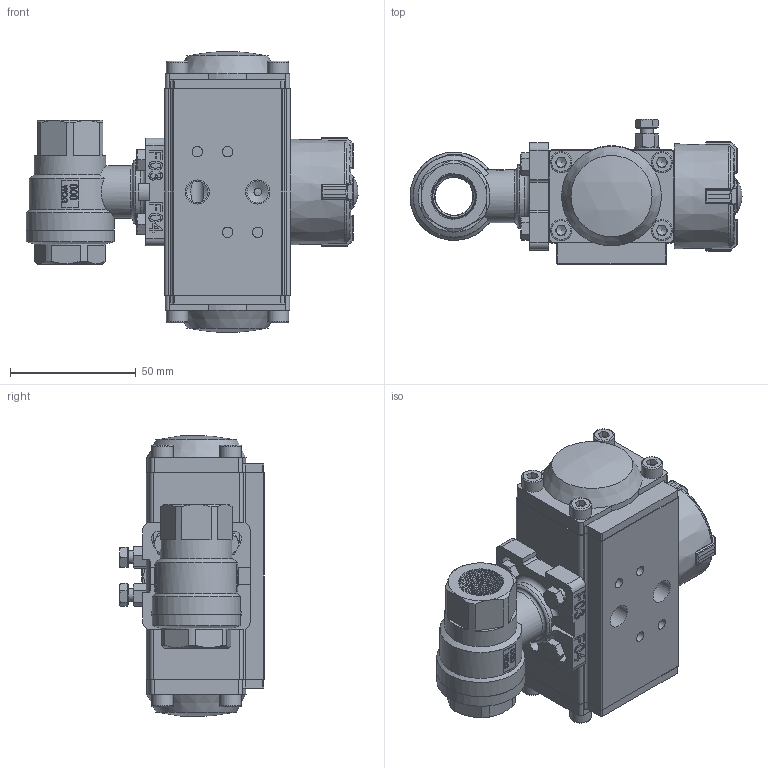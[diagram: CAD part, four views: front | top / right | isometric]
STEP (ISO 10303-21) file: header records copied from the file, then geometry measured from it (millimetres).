
FILE_DESCRIPTION(/* description */ ('Unknown'),/* implementation_level */ '2;1');
FILE_NAME(/* name */ 'PD01 9652-04',/* time_stamp */ '2025-01-15T09:30:56+01:00',/* author */ ('Unknown'),/* organization */ ('Unknown'),/* preprocessor_version */ 'ST-DEVELOPER v19.4',/* originating_system */ 'Solid Edge',/* authorisation */ 'Unknown');
FILE_SCHEMA (('AUTOMOTIVE_DESIGN {1 0 10303 214 3 1 1}'));
Products named in the file (25): PD019652-04; 9652-04; Body; Body Gaske; Cap; Stem; Small hex thin nuts-Fine pitch thread GB_GB_FASTENER_NUT_SSFNTT M14X1.
0-N; Nut Stopper; DIN 933 M5x12 A2-70 BLK_EDST; PD01; 32gangti; circlips for shaft--type a large gb_GB_CONNECTING_PIECE_RING_RRA 13; VT032-8 ______; plain washers-n series-grade a gb_GB_FASTENER_WASHER_PWNA 5; hex nut gradec_din_Hexagon Nut ISO 4034 - M5 - N; hex bolt gradeab_din_ISO 4014 - M5 x 25 x 16-N; socket head cap screw_din_DIN 912 M5 x 16 --- 16N; VT032-04-1; VT032_Welle; VT032-03-A 3D_; VT032-03-A 3D; Optische Anzeige; ______; ________(___________; cup head nib bolts with large head gb_GB_FASTENER_BOLT_CHNBW M6X25-N
Assembly tree (41 placements, depth 4):
  PD019652-04
    9652-04
      Body
      Body Gaske
      Cap
      Stem
      Small hex thin nuts-Fine pitch thread GB_GB_FASTENER_NUT_SSFNTT M14X1.
0-N
      Nut Stopper
    DIN 933 M5x12 A2-70 BLK_EDST  x4
    PD01
      32gangti
      circlips for shaft--type a large gb_GB_CONNECTING_PIECE_RING_RRA 13
      VT032-8 ______
      plain washers-n series-grade a gb_GB_FASTENER_WASHER_PWNA 5  x2
      hex nut gradec_din_Hexagon Nut ISO 4034 - M5 - N  x2
      hex bolt gradeab_din_ISO 4014 - M5 x 25 x 16-N  x2
      socket head cap screw_din_DIN 912 M5 x 16 --- 16N  x8
      VT032-04-1  x2
      VT032_Welle
        VT032-03-A 3D_
        VT032-03-A 3D
      Optische Anzeige
        ______
        ________(___________  x4
        cup head nib bolts with large head gb_GB_FASTENER_BOLT_CHNBW M6X25-N
Bounding box: 131.81 x 57.5 x 111.55 mm (x, y, z)
Volume: 217847.1 mm3; surface area: 100306.3 mm2
Topology: 38 solids, 38 shells, 1597 faces, 3842 edges, 2426 vertices
Faces by surface type: plane 711, cylinder 417, bspline 222, cone 142, torus 94, sphere 11
Full cylindrical faces by diameter (mm): 1.7 x2, 2.5 x2, 3 x17, 3.242 x8, 3.3 x8, 4.134 x14, 4.2 x2, 4.5 x8, 4.66 x1, 5 x20, 5.3 x2, 5.5 x1, 6 x1, 6.2 x1, 8 x8, 8.5 x8, 8.57 x2, 9 x2, 9.53 x2, 9.6 x1, 10 x4, 10.5 x2, 11 x1, 11.2 x2, 12 x8, 12.1 x1, 12.6 x2, 12.917 x1, 13.5 x2, 15 x3
Entity records: 49947 total; most frequent: CARTESIAN_POINT 25443, ORIENTED_EDGE 4838, DIRECTION 4522, EDGE_CURVE 2419, AXIS2_PLACEMENT_3D 1743, VERTEX_POINT 1683, FACE_BOUND 1452, EDGE_LOOP 1451
